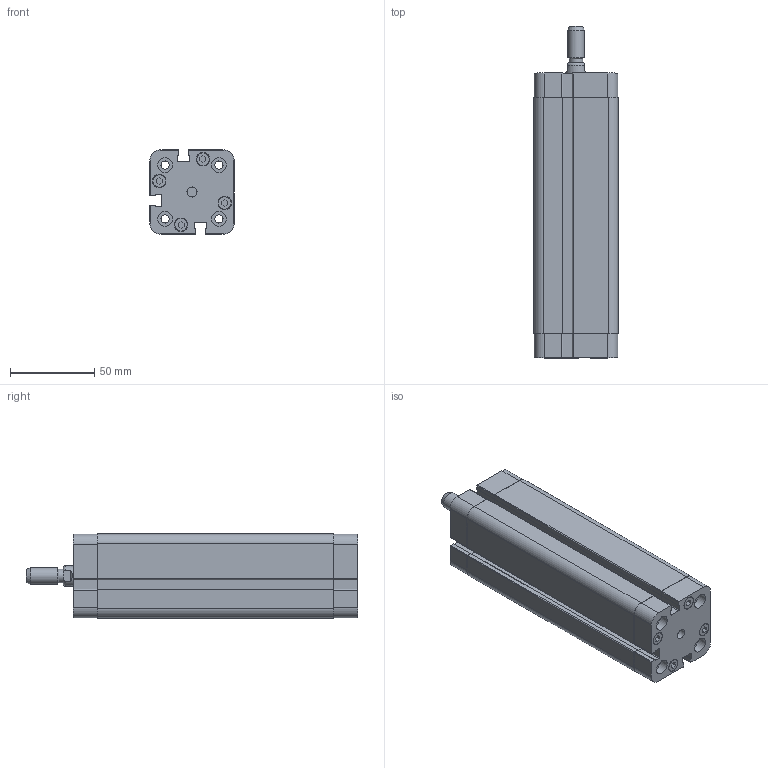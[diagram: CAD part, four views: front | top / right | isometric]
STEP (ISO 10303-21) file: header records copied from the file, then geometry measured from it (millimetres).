
FILE_DESCRIPTION((''),'2;1');
FILE_NAME('ADM032.125.GS.M.stp','2011-08-22T14:30:59',('Administrator'),(''),'Autodesk Inventor 2012','Autodesk Inventor 2012','');
FILE_SCHEMA(('AUTOMOTIVE_DESIGN { 1 0 10303 214 1 1 1 1 }'));
Length unit declared in the file: millimetre
Products named in the file (1): ADM032.125.GS.M
Bounding box: 50.1 x 197.5 x 50.1 mm (x, y, z)
Volume: 382957.5 mm3; surface area: 58879.6 mm2
Topology: 1 solids, 1 shells, 298 faces, 771 edges, 513 vertices
Faces by surface type: plane 176, cylinder 119, cone 2, torus 1
Full cylindrical faces by diameter (mm): 4.917 x4, 6 x1, 7.5 x8, 7.9 x1, 8 x8, 8.566 x2, 9 x8, 10 x1, 12 x1, 13.6 x1
Entity records: 9311 total; most frequent: CARTESIAN_POINT 1583, DIRECTION 1570, ORIENTED_EDGE 1462, EDGE_CURVE 731, AXIS2_PLACEMENT_3D 542, VERTEX_POINT 511, VECTOR 486, LINE 486
